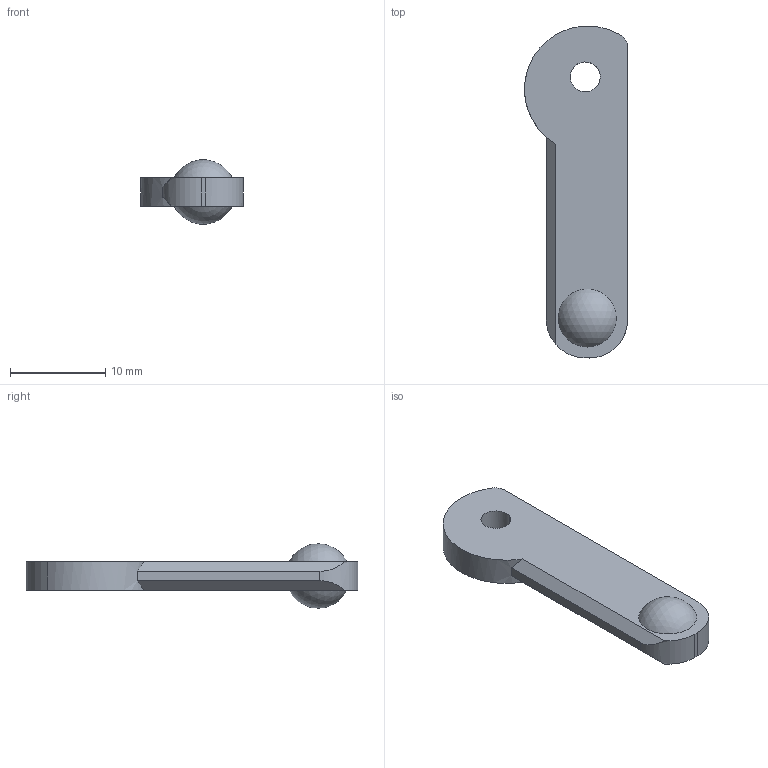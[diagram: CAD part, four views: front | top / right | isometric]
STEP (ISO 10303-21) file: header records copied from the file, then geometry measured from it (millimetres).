
FILE_DESCRIPTION (( 'STEP AP214' ), '1' );
FILE_NAME ('1035-A2P-A.STEP', '2013-05-15T14:40:03', ( '3DAssist' ), ( '' ), 'SwSTEP 2.0', 'SolidWorks 2013', '' );
FILE_SCHEMA (( 'AUTOMOTIVE_DESIGN' ));
Length unit declared in the file: millimetre
Products named in the file (1): 1035-A2P-A
Bounding box: 10.81 x 34.88 x 6.75 mm (x, y, z)
Volume: 924.2 mm3; surface area: 863.2 mm2
Topology: 1 solids, 1 shells, 19 faces, 47 edges, 32 vertices
Faces by surface type: plane 9, bspline 8, sphere 2
Entity records: 713 total; most frequent: CARTESIAN_POINT 299, ORIENTED_EDGE 94, EDGE_CURVE 47, DIRECTION 43, VERTEX_POINT 32, B_SPLINE_CURVE_WITH_KNOTS 30, EDGE_LOOP 23, ADVANCED_FACE 19
